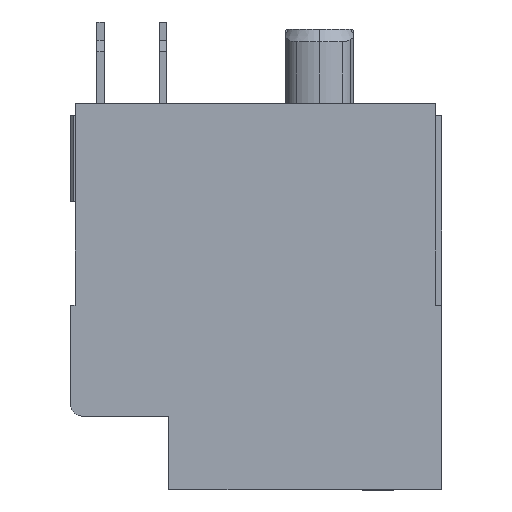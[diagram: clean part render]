
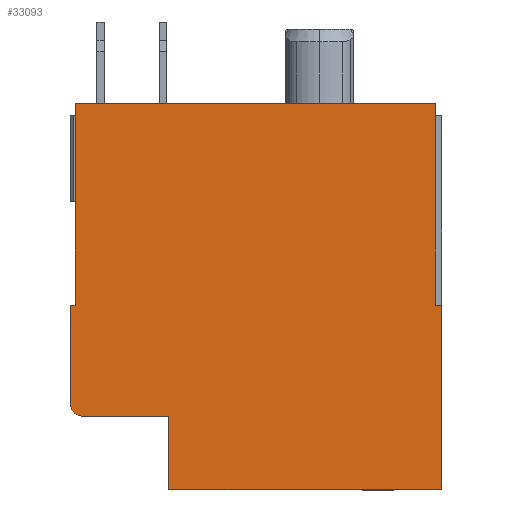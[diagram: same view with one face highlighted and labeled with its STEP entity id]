
A CAD part, left-side view. The second image highlights one B-rep face of the part: STEP entity #33093.
In plain terms, the highlighted planar face has unit normal (-1, 0, 0).
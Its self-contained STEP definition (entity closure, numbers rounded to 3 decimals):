
#1458 = CARTESIAN_POINT ( 'NONE',  ( -5.59, -7.54, -9.5 ) ) ;
#1573 = ORIENTED_EDGE ( 'NONE', *, *, #35510, .T. ) ;
#2368 = EDGE_CURVE ( 'NONE', #8772, #16641, #14711, .T. ) ;
#2795 = DIRECTION ( 'NONE',  ( 1., 0., 0. ) ) ;
#3119 = LINE ( 'NONE', #8312, #27819 ) ;
#4389 = AXIS2_PLACEMENT_3D ( 'NONE', #22631, #2795, #18913 ) ;
#5137 = DIRECTION ( 'NONE',  ( -1., 0., 0. ) ) ;
#5909 = CARTESIAN_POINT ( 'NONE',  ( -5.59, 3.54, -9.5 ) ) ;
#6721 = EDGE_CURVE ( 'NONE', #31994, #11527, #20070, .T. ) ;
#7252 = VECTOR ( 'NONE', #42026, 1000. ) ;
#7418 = CARTESIAN_POINT ( 'NONE',  ( -5.59, 7.54, -9.5 ) ) ;
#7886 = EDGE_CURVE ( 'NONE', #11527, #32377, #22451, .T. ) ;
#8312 = CARTESIAN_POINT ( 'NONE',  ( -5.59, 3.54, -9.5 ) ) ;
#8772 = VERTEX_POINT ( 'NONE', #23372 ) ;
#8825 = CARTESIAN_POINT ( 'NONE',  ( -5.59, 7.04, -6.5 ) ) ;
#9018 = CARTESIAN_POINT ( 'NONE',  ( -5.59, -7.54, -6.5 ) ) ;
#10314 = ORIENTED_EDGE ( 'NONE', *, *, #22490, .F. ) ;
#10520 = VECTOR ( 'NONE', #23142, 1000. ) ;
#11177 = CARTESIAN_POINT ( 'NONE',  ( -5.59, -7.54, -2. ) ) ;
#11527 = VERTEX_POINT ( 'NONE', #29388 ) ;
#11661 = DIRECTION ( 'NONE',  ( 0., 0., -1. ) ) ;
#11870 = DIRECTION ( 'NONE',  ( 0., 0., 1. ) ) ;
#12112 = CARTESIAN_POINT ( 'NONE',  ( -5.59, -7.54, -9.5 ) ) ;
#13222 = ORIENTED_EDGE ( 'NONE', *, *, #33857, .F. ) ;
#13242 = LINE ( 'NONE', #7418, #21153 ) ;
#13406 = ORIENTED_EDGE ( 'NONE', *, *, #26247, .T. ) ;
#13667 = CARTESIAN_POINT ( 'NONE',  ( -5.59, 7.54, -6. ) ) ;
#14061 = ORIENTED_EDGE ( 'NONE', *, *, #21897, .T. ) ;
#14711 = LINE ( 'NONE', #15917, #10520 ) ;
#15125 = ORIENTED_EDGE ( 'NONE', *, *, #7886, .T. ) ;
#15322 = CARTESIAN_POINT ( 'NONE',  ( -5.59, 7.34, -2. ) ) ;
#15764 = CARTESIAN_POINT ( 'NONE',  ( -5.59, 7.54, -2. ) ) ;
#15917 = CARTESIAN_POINT ( 'NONE',  ( -5.59, 7.34, -9.5 ) ) ;
#16031 = ORIENTED_EDGE ( 'NONE', *, *, #41346, .T. ) ;
#16641 = VERTEX_POINT ( 'NONE', #15322 ) ;
#16649 = EDGE_CURVE ( 'NONE', #20881, #38293, #3119, .T. ) ;
#17064 = VERTEX_POINT ( 'NONE', #13667 ) ;
#17417 = VECTOR ( 'NONE', #36322, 1000. ) ;
#18478 = CARTESIAN_POINT ( 'NONE',  ( -5.59, 3.54, -6.5 ) ) ;
#18648 = ORIENTED_EDGE ( 'NONE', *, *, #16649, .T. ) ;
#18856 = CARTESIAN_POINT ( 'NONE',  ( -5.59, -7.54, -2. ) ) ;
#18913 = DIRECTION ( 'NONE',  ( 0., 0., 1. ) ) ;
#19150 = DIRECTION ( 'NONE',  ( 0., 1., 0. ) ) ;
#19529 = LINE ( 'NONE', #26321, #17417 ) ;
#19817 = VECTOR ( 'NONE', #39000, 1000. ) ;
#19968 = CARTESIAN_POINT ( 'NONE',  ( -5.59, -7.54, -9.5 ) ) ;
#20070 = LINE ( 'NONE', #11177, #23756 ) ;
#20651 = AXIS2_PLACEMENT_3D ( 'NONE', #1458, #5137, #11870 ) ;
#20881 = VERTEX_POINT ( 'NONE', #18478 ) ;
#21060 = CARTESIAN_POINT ( 'NONE',  ( -5.59, -7.29, 6.2 ) ) ;
#21153 = VECTOR ( 'NONE', #27206, 1000. ) ;
#21865 = PLANE ( 'NONE',  #20651 ) ;
#21897 = EDGE_CURVE ( 'NONE', #23902, #20881, #32115, .T. ) ;
#22451 = LINE ( 'NONE', #34852, #7252 ) ;
#22490 = EDGE_CURVE ( 'NONE', #23902, #17064, #31543, .T. ) ;
#22631 = CARTESIAN_POINT ( 'NONE',  ( -5.59, 7.04, -6. ) ) ;
#23142 = DIRECTION ( 'NONE',  ( 0., 0., -1. ) ) ;
#23148 = VECTOR ( 'NONE', #36013, 1000. ) ;
#23372 = CARTESIAN_POINT ( 'NONE',  ( -5.59, 7.34, 6.2 ) ) ;
#23647 = ORIENTED_EDGE ( 'NONE', *, *, #2368, .T. ) ;
#23756 = VECTOR ( 'NONE', #34796, 1000. ) ;
#23888 = VECTOR ( 'NONE', #19150, 1000. ) ;
#23902 = VERTEX_POINT ( 'NONE', #8825 ) ;
#23922 = ORIENTED_EDGE ( 'NONE', *, *, #6721, .T. ) ;
#24392 = LINE ( 'NONE', #39443, #23888 ) ;
#25157 = LINE ( 'NONE', #27429, #35151 ) ;
#26247 = EDGE_CURVE ( 'NONE', #32377, #8772, #19529, .T. ) ;
#26321 = CARTESIAN_POINT ( 'NONE',  ( -5.59, -7.54, 6.2 ) ) ;
#26791 = EDGE_LOOP ( 'NONE', ( #14061, #18648, #13222, #1573, #23922, #15125, #13406, #23647, #43531, #16031, #10314 ) ) ;
#27206 = DIRECTION ( 'NONE',  ( 0., 0., -1. ) ) ;
#27429 = CARTESIAN_POINT ( 'NONE',  ( -5.59, -7.54, -1.34 ) ) ;
#27722 = LINE ( 'NONE', #12112, #19817 ) ;
#27819 = VECTOR ( 'NONE', #11661, 1000. ) ;
#28926 = VERTEX_POINT ( 'NONE', #15764 ) ;
#29388 = CARTESIAN_POINT ( 'NONE',  ( -5.59, -7.29, -2. ) ) ;
#31543 = CIRCLE ( 'NONE', #4389, 0.5 ) ;
#31994 = VERTEX_POINT ( 'NONE', #18856 ) ;
#32115 = LINE ( 'NONE', #9018, #23148 ) ;
#32377 = VERTEX_POINT ( 'NONE', #21060 ) ;
#33093 = ADVANCED_FACE ( 'NONE', ( #40416 ), #21865, .T. ) ;
#33857 = EDGE_CURVE ( 'NONE', #39518, #38293, #27722, .T. ) ;
#34796 = DIRECTION ( 'NONE',  ( 0., 1., 0. ) ) ;
#34852 = CARTESIAN_POINT ( 'NONE',  ( -5.59, -7.29, -9.5 ) ) ;
#35151 = VECTOR ( 'NONE', #40919, 1000. ) ;
#35510 = EDGE_CURVE ( 'NONE', #39518, #31994, #25157, .T. ) ;
#36013 = DIRECTION ( 'NONE',  ( 0., -1., 0. ) ) ;
#36322 = DIRECTION ( 'NONE',  ( 0., 1., 0. ) ) ;
#36823 = EDGE_CURVE ( 'NONE', #16641, #28926, #24392, .T. ) ;
#38293 = VERTEX_POINT ( 'NONE', #5909 ) ;
#39000 = DIRECTION ( 'NONE',  ( 0., 1., 0. ) ) ;
#39443 = CARTESIAN_POINT ( 'NONE',  ( -5.59, 3.62, -2. ) ) ;
#39518 = VERTEX_POINT ( 'NONE', #19968 ) ;
#40416 = FACE_OUTER_BOUND ( 'NONE', #26791, .T. ) ;
#40919 = DIRECTION ( 'NONE',  ( 0., 0., 1. ) ) ;
#41346 = EDGE_CURVE ( 'NONE', #28926, #17064, #13242, .T. ) ;
#42026 = DIRECTION ( 'NONE',  ( 0., 0., 1. ) ) ;
#43531 = ORIENTED_EDGE ( 'NONE', *, *, #36823, .T. ) ;
